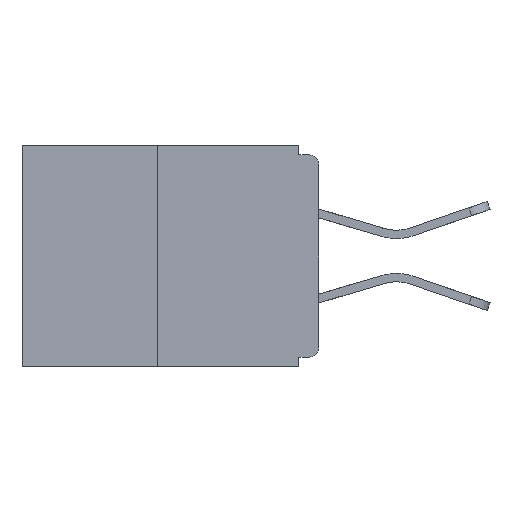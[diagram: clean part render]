
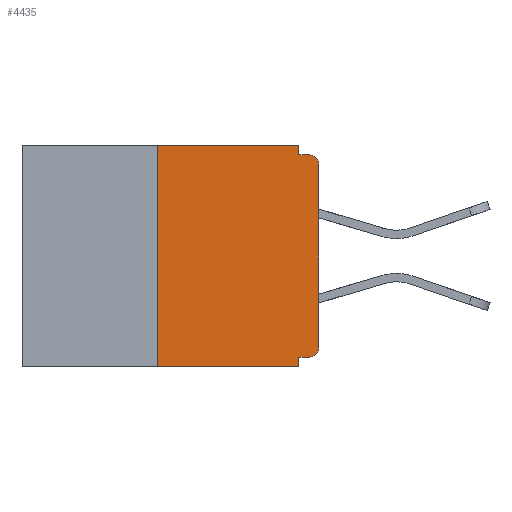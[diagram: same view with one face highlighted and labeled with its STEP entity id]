
A CAD part, left-side view. The second image highlights one B-rep face of the part: STEP entity #4435.
In plain terms, the highlighted planar face has unit normal (-1, 0, 0).
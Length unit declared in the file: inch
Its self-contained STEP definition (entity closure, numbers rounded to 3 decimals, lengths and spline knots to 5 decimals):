
#338 = ORIENTED_EDGE ( 'NONE', *, *, #2523, .T. ) ;
#398 = CARTESIAN_POINT ( 'NONE',  ( 0., 0.015, -0.03 ) ) ;
#425 = VERTEX_POINT ( 'NONE', #8860 ) ;
#1074 = DIRECTION ( 'NONE',  ( 0., 0., 1. ) ) ;
#1147 = VERTEX_POINT ( 'NONE', #10717 ) ;
#1548 = DIRECTION ( 'NONE',  ( 0., 0., -1. ) ) ;
#1594 = LINE ( 'NONE', #3252, #9061 ) ;
#1788 = VERTEX_POINT ( 'NONE', #11122 ) ;
#1919 = DIRECTION ( 'NONE',  ( 0., 0., -1. ) ) ;
#2140 = CARTESIAN_POINT ( 'NONE',  ( 0., 0.031, -0.015 ) ) ;
#2232 = CARTESIAN_POINT ( 'NONE',  ( 0., 0.25, 0. ) ) ;
#2270 = AXIS2_PLACEMENT_3D ( 'NONE', #14132, #5360, #1919 ) ;
#2278 = EDGE_CURVE ( 'NONE', #1788, #1147, #1594, .T. ) ;
#2456 = EDGE_CURVE ( 'NONE', #10086, #12294, #9240, .T. ) ;
#2523 = EDGE_CURVE ( 'NONE', #12527, #1147, #11858, .T. ) ;
#2619 = DIRECTION ( 'NONE',  ( 0., 1., 0. ) ) ;
#2796 = LINE ( 'NONE', #11008, #8348 ) ;
#3025 = AXIS2_PLACEMENT_3D ( 'NONE', #398, #11712, #1548 ) ;
#3191 = LINE ( 'NONE', #9192, #8407 ) ;
#3252 = CARTESIAN_POINT ( 'NONE',  ( 0., 0.031, -0.343 ) ) ;
#3319 = VECTOR ( 'NONE', #8757, 39.37008 ) ;
#3723 = LINE ( 'NONE', #6962, #6366 ) ;
#3946 = CARTESIAN_POINT ( 'NONE',  ( 0., 0., -0.03 ) ) ;
#4026 = EDGE_CURVE ( 'NONE', #12335, #9774, #2796, .T. ) ;
#4435 = ADVANCED_FACE ( 'NONE', ( #10294 ), #12463, .F. ) ;
#4622 = CARTESIAN_POINT ( 'NONE',  ( 0., 0.46, 0. ) ) ;
#4694 = DIRECTION ( 'NONE',  ( 0., 0., 1. ) ) ;
#5360 = DIRECTION ( 'NONE',  ( -1., 0., 0. ) ) ;
#5401 = ORIENTED_EDGE ( 'NONE', *, *, #4026, .F. ) ;
#5487 = DIRECTION ( 'NONE',  ( 0., -1., 0. ) ) ;
#5509 = CARTESIAN_POINT ( 'NONE',  ( 0., 0.46, -0.343 ) ) ;
#5836 = CARTESIAN_POINT ( 'NONE',  ( 0., 0.015, -0.015 ) ) ;
#5891 = DIRECTION ( 'NONE',  ( 0., 0., -1. ) ) ;
#6366 = VECTOR ( 'NONE', #4694, 39.37008 ) ;
#6548 = EDGE_CURVE ( 'NONE', #8190, #425, #12301, .T. ) ;
#6605 = EDGE_LOOP ( 'NONE', ( #13371, #7402, #338, #10391, #8639, #6726, #11741, #8804, #5401, #14377 ) ) ;
#6726 = ORIENTED_EDGE ( 'NONE', *, *, #2456, .T. ) ;
#6748 = VECTOR ( 'NONE', #11982, 39.37008 ) ;
#6962 = CARTESIAN_POINT ( 'NONE',  ( 0., 0., 0. ) ) ;
#7402 = ORIENTED_EDGE ( 'NONE', *, *, #12305, .F. ) ;
#7502 = VERTEX_POINT ( 'NONE', #3946 ) ;
#7881 = LINE ( 'NONE', #2232, #8924 ) ;
#8190 = VERTEX_POINT ( 'NONE', #12446 ) ;
#8348 = VECTOR ( 'NONE', #5487, 39.37008 ) ;
#8407 = VECTOR ( 'NONE', #2619, 39.37008 ) ;
#8639 = ORIENTED_EDGE ( 'NONE', *, *, #12101, .F. ) ;
#8757 = DIRECTION ( 'NONE',  ( 0., -1., 0. ) ) ;
#8804 = ORIENTED_EDGE ( 'NONE', *, *, #11492, .T. ) ;
#8860 = CARTESIAN_POINT ( 'NONE',  ( 0., 0.031, 0. ) ) ;
#8891 = DIRECTION ( 'NONE',  ( 0., 0., -1. ) ) ;
#8924 = VECTOR ( 'NONE', #1074, 39.37008 ) ;
#9061 = VECTOR ( 'NONE', #8891, 39.37008 ) ;
#9104 = DIRECTION ( 'NONE',  ( 1., 0., 0. ) ) ;
#9192 = CARTESIAN_POINT ( 'NONE',  ( 0., 0., -0.328 ) ) ;
#9240 = CIRCLE ( 'NONE', #2270, 0.015 ) ;
#9774 = VERTEX_POINT ( 'NONE', #5836 ) ;
#9810 = CARTESIAN_POINT ( 'NONE',  ( 0., 0.015, -0.328 ) ) ;
#10011 = CIRCLE ( 'NONE', #3025, 0.015 ) ;
#10086 = VERTEX_POINT ( 'NONE', #9810 ) ;
#10294 = FACE_OUTER_BOUND ( 'NONE', #6605, .T. ) ;
#10391 = ORIENTED_EDGE ( 'NONE', *, *, #2278, .F. ) ;
#10506 = AXIS2_PLACEMENT_3D ( 'NONE', #4622, #9104, #5891 ) ;
#10717 = CARTESIAN_POINT ( 'NONE',  ( 0., 0.031, -0.343 ) ) ;
#10905 = LINE ( 'NONE', #11841, #13468 ) ;
#11008 = CARTESIAN_POINT ( 'NONE',  ( 0., 0., -0.015 ) ) ;
#11122 = CARTESIAN_POINT ( 'NONE',  ( 0., 0.031, -0.328 ) ) ;
#11363 = EDGE_CURVE ( 'NONE', #12294, #7502, #3723, .T. ) ;
#11492 = EDGE_CURVE ( 'NONE', #7502, #9774, #10011, .T. ) ;
#11712 = DIRECTION ( 'NONE',  ( -1., 0., 0. ) ) ;
#11741 = ORIENTED_EDGE ( 'NONE', *, *, #11363, .T. ) ;
#11841 = CARTESIAN_POINT ( 'NONE',  ( 0., 0.031, 0. ) ) ;
#11858 = LINE ( 'NONE', #5509, #3319 ) ;
#11885 = EDGE_CURVE ( 'NONE', #425, #12335, #10905, .T. ) ;
#11982 = DIRECTION ( 'NONE',  ( 0., -1., 0. ) ) ;
#12101 = EDGE_CURVE ( 'NONE', #10086, #1788, #3191, .T. ) ;
#12294 = VERTEX_POINT ( 'NONE', #13308 ) ;
#12301 = LINE ( 'NONE', #12934, #6748 ) ;
#12305 = EDGE_CURVE ( 'NONE', #12527, #8190, #7881, .T. ) ;
#12335 = VERTEX_POINT ( 'NONE', #2140 ) ;
#12446 = CARTESIAN_POINT ( 'NONE',  ( 0., 0.25, 0. ) ) ;
#12463 = PLANE ( 'NONE',  #10506 ) ;
#12527 = VERTEX_POINT ( 'NONE', #13836 ) ;
#12934 = CARTESIAN_POINT ( 'NONE',  ( 0., 0.46, 0. ) ) ;
#13189 = DIRECTION ( 'NONE',  ( 0., 0., -1. ) ) ;
#13308 = CARTESIAN_POINT ( 'NONE',  ( 0., 0., -0.313 ) ) ;
#13371 = ORIENTED_EDGE ( 'NONE', *, *, #6548, .F. ) ;
#13468 = VECTOR ( 'NONE', #13189, 39.37008 ) ;
#13836 = CARTESIAN_POINT ( 'NONE',  ( 0., 0.25, -0.343 ) ) ;
#14132 = CARTESIAN_POINT ( 'NONE',  ( 0., 0.015, -0.313 ) ) ;
#14377 = ORIENTED_EDGE ( 'NONE', *, *, #11885, .F. ) ;
